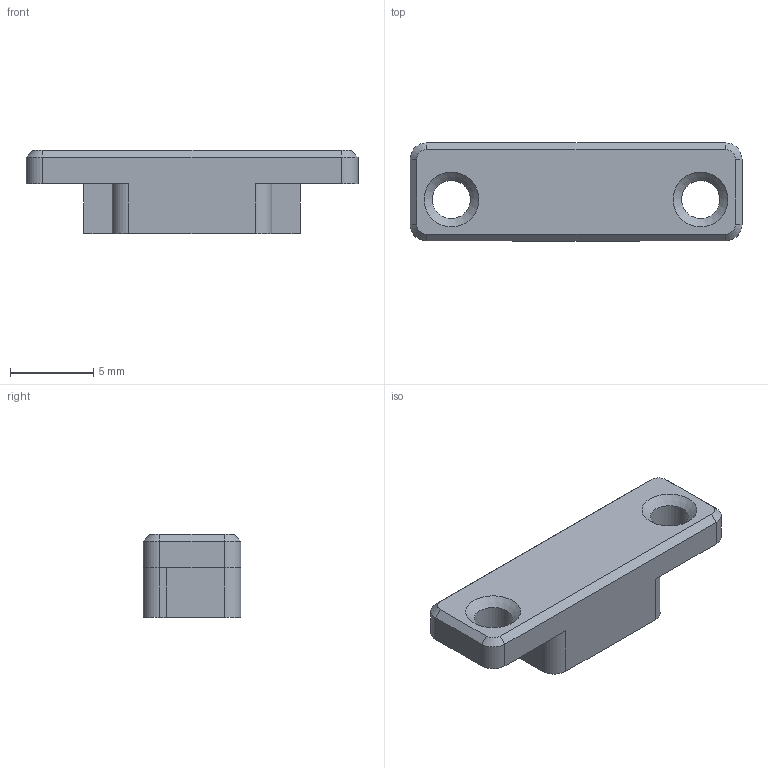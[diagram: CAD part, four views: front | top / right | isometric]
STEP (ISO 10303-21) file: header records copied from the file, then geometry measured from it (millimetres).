
FILE_DESCRIPTION(('FreeCAD Model'),'2;1');
FILE_NAME('Open CASCADE Shape Model','2026-02-01T12:56:40',(''),(''), 'Open CASCADE STEP processor 7.9','FreeCAD','Unknown');
FILE_SCHEMA(('AUTOMOTIVE_DESIGN { 1 0 10303 214 1 1 1 1 }'));
Length unit declared in the file: millimetre
Products named in the file (1): Header Cap
Bounding box: 20 x 5.9 x 5 mm (x, y, z)
Volume: 393.6 mm3; surface area: 439.6 mm2
Topology: 1 solids, 1 shells, 34 faces, 86 edges, 54 vertices
Faces by surface type: plane 18, cylinder 10, cone 6
Full cylindrical faces by diameter (mm): 2.3 x2
Entity records: 1042 total; most frequent: CARTESIAN_POINT 179, DIRECTION 178, ORIENTED_EDGE 172, EDGE_CURVE 86, AXIS2_PLACEMENT_3D 61, LINE 56, VECTOR 56, VERTEX_POINT 54
